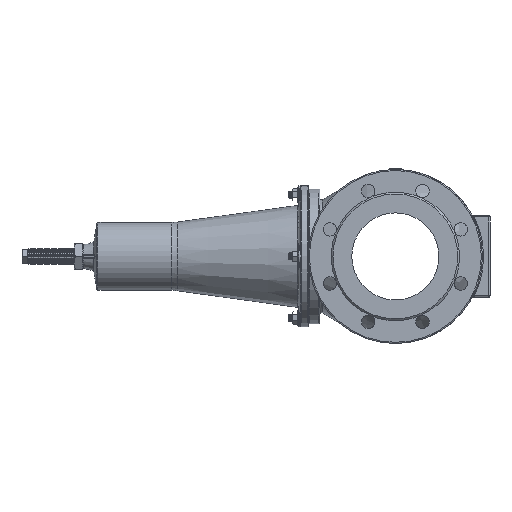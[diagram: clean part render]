
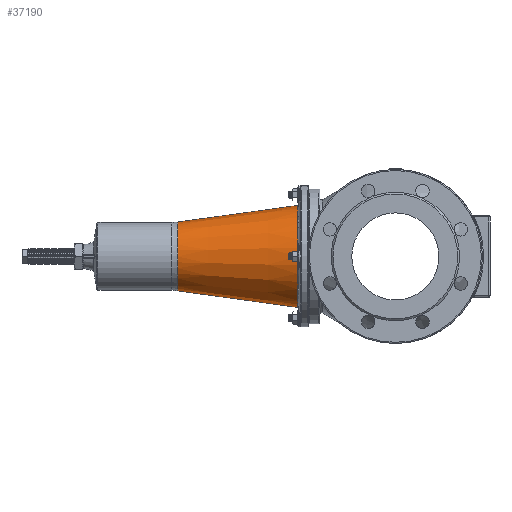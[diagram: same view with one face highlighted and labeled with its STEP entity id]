
A CAD part, left-side view. The second image highlights one B-rep face of the part: STEP entity #37190.
In plain terms, the highlighted conical face has half-angle 7.879 degrees and reference radius 58.5 mm.
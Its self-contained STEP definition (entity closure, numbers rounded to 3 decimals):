
#664 = LINE ( 'NONE', #31891, #36382 ) ;
#976 = CARTESIAN_POINT ( 'NONE',  ( 0., 537.884, 59.208 ) ) ;
#3437 = DIRECTION ( 'NONE',  ( 0., -0.991, -0.137 ) ) ;
#4408 = CIRCLE ( 'NONE', #22053, 87.787 ) ;
#4593 = VERTEX_POINT ( 'NONE', #19119 ) ;
#4914 = DIRECTION ( 'NONE',  ( 0., -1., 0. ) ) ;
#5256 = VERTEX_POINT ( 'NONE', #30507 ) ;
#6736 = AXIS2_PLACEMENT_3D ( 'NONE', #19940, #36832, #43120 ) ;
#8975 = CONICAL_SURFACE ( 'NONE', #6736, 58.5, 0.138 ) ;
#9143 = ORIENTED_EDGE ( 'NONE', *, *, #33366, .F. ) ;
#15727 = VECTOR ( 'NONE', #3437, 1000. ) ;
#15909 = VERTEX_POINT ( 'NONE', #976 ) ;
#16287 = LINE ( 'NONE', #33941, #15727 ) ;
#17152 = EDGE_CURVE ( 'NONE', #4593, #5256, #16287, .T. ) ;
#18766 = CARTESIAN_POINT ( 'NONE',  ( 0., 537.884, 0. ) ) ;
#19119 = CARTESIAN_POINT ( 'NONE',  ( 0., 537.884, -59.208 ) ) ;
#19940 = CARTESIAN_POINT ( 'NONE',  ( 0., 543., 0. ) ) ;
#20971 = ORIENTED_EDGE ( 'NONE', *, *, #17152, .T. ) ;
#22053 = AXIS2_PLACEMENT_3D ( 'NONE', #32353, #4914, #35599 ) ;
#22182 = DIRECTION ( 'NONE',  ( 0., -1., 0. ) ) ;
#23135 = ORIENTED_EDGE ( 'NONE', *, *, #33940, .F. ) ;
#25883 = DIRECTION ( 'NONE',  ( 0., -0.991, 0.137 ) ) ;
#26722 = CARTESIAN_POINT ( 'NONE',  ( 0., 331.363, 87.787 ) ) ;
#27402 = VERTEX_POINT ( 'NONE', #26722 ) ;
#30163 = EDGE_CURVE ( 'NONE', #15909, #4593, #32332, .T. ) ;
#30507 = CARTESIAN_POINT ( 'NONE',  ( 0., 331.363, -87.787 ) ) ;
#31717 = ORIENTED_EDGE ( 'NONE', *, *, #30163, .T. ) ;
#31891 = CARTESIAN_POINT ( 'NONE',  ( 0., 543., 58.5 ) ) ;
#32117 = AXIS2_PLACEMENT_3D ( 'NONE', #18766, #22182, #35838 ) ;
#32332 = CIRCLE ( 'NONE', #32117, 59.208 ) ;
#32353 = CARTESIAN_POINT ( 'NONE',  ( 0., 331.363, 0. ) ) ;
#33366 = EDGE_CURVE ( 'NONE', #27402, #5256, #4408, .T. ) ;
#33940 = EDGE_CURVE ( 'NONE', #15909, #27402, #664, .T. ) ;
#33941 = CARTESIAN_POINT ( 'NONE',  ( 0., 543., -58.5 ) ) ;
#35294 = FACE_OUTER_BOUND ( 'NONE', #38946, .T. ) ;
#35599 = DIRECTION ( 'NONE',  ( 0., 0., -1. ) ) ;
#35838 = DIRECTION ( 'NONE',  ( 0., 0., -1. ) ) ;
#36382 = VECTOR ( 'NONE', #25883, 1000. ) ;
#36832 = DIRECTION ( 'NONE',  ( 0., -1., 0. ) ) ;
#37190 = ADVANCED_FACE ( 'NONE', ( #35294 ), #8975, .T. ) ;
#38946 = EDGE_LOOP ( 'NONE', ( #23135, #31717, #20971, #9143 ) ) ;
#43120 = DIRECTION ( 'NONE',  ( 0., 0., -1. ) ) ;
